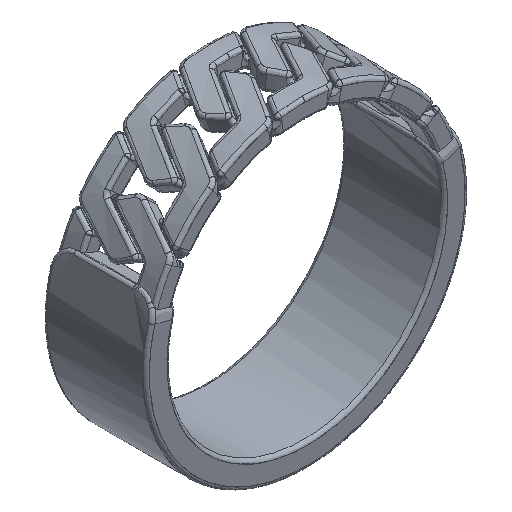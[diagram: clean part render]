
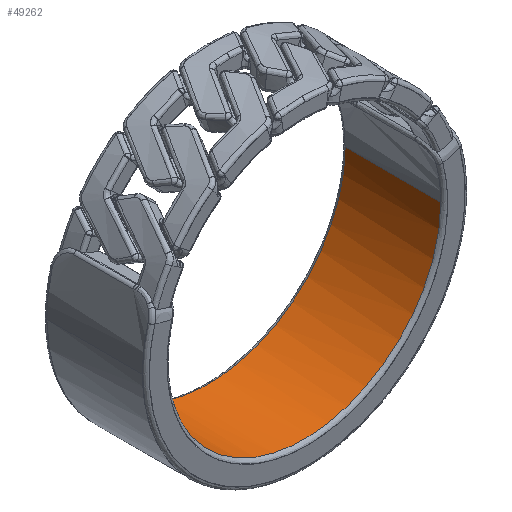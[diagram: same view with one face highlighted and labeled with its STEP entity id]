
A CAD part, isometric view. The second image highlights one B-rep face of the part: STEP entity #49262.
In plain terms, the highlighted free-form (B-spline) face has degree [2, 1] with [5, 2] control points.
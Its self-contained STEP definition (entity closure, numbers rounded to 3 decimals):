
#49262 = ADVANCED_FACE('',(#49263),#49299,.T.);
#49263 = FACE_BOUND('',#49264,.T.);
#49264 = EDGE_LOOP('',(#49265,#49274,#49284,#49291));
#49265 = ORIENTED_EDGE('',*,*,#49266,.F.);
#49266 = EDGE_CURVE('',#49267,#49269,#49271,.T.);
#49267 = VERTEX_POINT('',#49268);
#49268 = CARTESIAN_POINT('',(3.767,-4.645,
    -14.479));
#49269 = VERTEX_POINT('',#49270);
#49270 = CARTESIAN_POINT('',(3.767,4.645,
    -14.479));
#49271 = B_SPLINE_CURVE_WITH_KNOTS('',1,(#49272,#49273),.UNSPECIFIED.,
  .F.,.F.,(2,2),(0.,6.738),.PIECEWISE_BEZIER_KNOTS.);
#49272 = CARTESIAN_POINT('',(3.767,-4.645,
    -14.479));
#49273 = CARTESIAN_POINT('',(3.767,4.645,
    -14.479));
#49274 = ORIENTED_EDGE('',*,*,#49275,.F.);
#49275 = EDGE_CURVE('',#49276,#49267,#49278,.T.);
#49276 = VERTEX_POINT('',#49277);
#49277 = CARTESIAN_POINT('',(30.355,-4.645,
    -14.479));
#49278 = ( BOUNDED_CURVE() B_SPLINE_CURVE(2,(#49279,#49280,#49281,#49282
,#49283),.UNSPECIFIED.,.F.,.F.) B_SPLINE_CURVE_WITH_KNOTS((3,2,3),(0.,
1.571,3.142),.PIECEWISE_BEZIER_KNOTS.) CURVE() 
GEOMETRIC_REPRESENTATION_ITEM() RATIONAL_B_SPLINE_CURVE((1.,
0.707,1.,0.707,1.)) REPRESENTATION_ITEM('') );
#49279 = CARTESIAN_POINT('',(30.355,-4.645,
    -14.479));
#49280 = CARTESIAN_POINT('',(30.355,-4.645,
    -27.773));
#49281 = CARTESIAN_POINT('',(17.061,-4.645,
    -27.773));
#49282 = CARTESIAN_POINT('',(3.767,-4.645,-27.773
    ));
#49283 = CARTESIAN_POINT('',(3.767,-4.645,
    -14.479));
#49284 = ORIENTED_EDGE('',*,*,#49285,.F.);
#49285 = EDGE_CURVE('',#49286,#49276,#49288,.T.);
#49286 = VERTEX_POINT('',#49287);
#49287 = CARTESIAN_POINT('',(30.355,4.645,
    -14.479));
#49288 = B_SPLINE_CURVE_WITH_KNOTS('',1,(#49289,#49290),.UNSPECIFIED.,
  .F.,.F.,(2,2),(0.,6.738),.PIECEWISE_BEZIER_KNOTS.);
#49289 = CARTESIAN_POINT('',(30.355,4.645,
    -14.479));
#49290 = CARTESIAN_POINT('',(30.355,-4.645,
    -14.479));
#49291 = ORIENTED_EDGE('',*,*,#49292,.F.);
#49292 = EDGE_CURVE('',#49269,#49286,#49293,.T.);
#49293 = ( BOUNDED_CURVE() B_SPLINE_CURVE(2,(#49294,#49295,#49296,#49297
,#49298),.UNSPECIFIED.,.F.,.F.) B_SPLINE_CURVE_WITH_KNOTS((3,2,3),(
    0.,1.571,3.142),
.PIECEWISE_BEZIER_KNOTS.) CURVE() GEOMETRIC_REPRESENTATION_ITEM() 
RATIONAL_B_SPLINE_CURVE((1.,0.707,1.,0.707,1.)) 
REPRESENTATION_ITEM('') );
#49294 = CARTESIAN_POINT('',(3.767,4.645,
    -14.479));
#49295 = CARTESIAN_POINT('',(3.767,4.645,-27.773
    ));
#49296 = CARTESIAN_POINT('',(17.061,4.645,
    -27.773));
#49297 = CARTESIAN_POINT('',(30.355,4.645,
    -27.773));
#49298 = CARTESIAN_POINT('',(30.355,4.645,
    -14.479));
#49299 = ( BOUNDED_SURFACE() B_SPLINE_SURFACE(2,1,(
    (#49300,#49301)
    ,(#49302,#49303)
    ,(#49304,#49305)
    ,(#49306,#49307)
    ,(#49308,#49309
)),.UNSPECIFIED.,.F.,.F.,.F.) B_SPLINE_SURFACE_WITH_KNOTS((3,2,3),(2,2),
  (3.142,4.712,6.283),(0.,6.738),
.PIECEWISE_BEZIER_KNOTS.) GEOMETRIC_REPRESENTATION_ITEM() 
RATIONAL_B_SPLINE_SURFACE((
    (1.,1.)
    ,(0.707,0.707)
    ,(1.,1.)
    ,(0.707,0.707)
,(1.,1.))) REPRESENTATION_ITEM('') SURFACE() );
#49300 = CARTESIAN_POINT('',(3.767,-4.645,
    -14.479));
#49301 = CARTESIAN_POINT('',(3.767,4.645,-14.479
    ));
#49302 = CARTESIAN_POINT('',(3.767,-4.645,
    -27.773));
#49303 = CARTESIAN_POINT('',(3.767,4.645,
    -27.773));
#49304 = CARTESIAN_POINT('',(17.061,-4.645,
    -27.773));
#49305 = CARTESIAN_POINT('',(17.061,4.645,
    -27.773));
#49306 = CARTESIAN_POINT('',(30.355,-4.645,
    -27.773));
#49307 = CARTESIAN_POINT('',(30.355,4.645,
    -27.773));
#49308 = CARTESIAN_POINT('',(30.355,-4.645,
    -14.479));
#49309 = CARTESIAN_POINT('',(30.355,4.645,
    -14.479));
